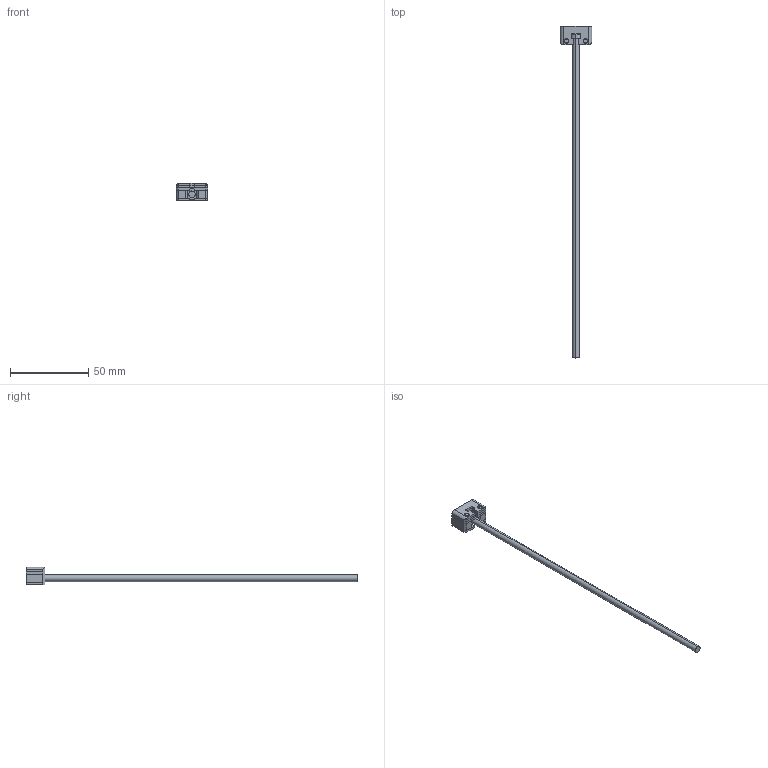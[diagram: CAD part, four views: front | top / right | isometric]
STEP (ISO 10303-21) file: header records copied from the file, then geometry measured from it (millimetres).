
FILE_DESCRIPTION (( 'STEP AP203' ), '1' );
FILE_NAME ('5087.STEP', '2023-01-11T09:49:07', ( '' ), ( '' ), 'SwSTEP 2.0', 'SolidWorks 2019', '' );
FILE_SCHEMA (( 'CONFIG_CONTROL_DESIGN' ));
Length unit declared in the file: millimetre
Products named in the file (6): Lamellar_Gas_Vent_ISGL20C ee1c6f68b47d1613cba1c612f2c43218; Lamela ee1c6f68b47d1613cba1c612f2c43218; 5087; Bolt ee1c6f68b47d1613cba1c612f2c43218; Lamela_Radius ee1c6f68b47d1613cba1c612f2c43218; Pin_20 ee1c6f68b47d1613cba1c612f2c43218
Assembly tree (7 placements, depth 2):
  5087
    Lamellar_Gas_Vent_ISGL20C ee1c6f68b47d1613cba1c612f2c43218
    Bolt ee1c6f68b47d1613cba1c612f2c43218
    Lamela ee1c6f68b47d1613cba1c612f2c43218  x2
    Lamela_Radius ee1c6f68b47d1613cba1c612f2c43218
    Pin_20 ee1c6f68b47d1613cba1c612f2c43218  x2
Bounding box: 20 x 212 x 11.12 mm (x, y, z)
Volume: 5253 mm3; surface area: 6132.5 mm2
Topology: 8 solids, 8 shells, 150 faces, 387 edges, 254 vertices
Faces by surface type: plane 85, cylinder 53, cone 12
Entity records: 4347 total; most frequent: DIRECTION 655, CARTESIAN_POINT 643, ORIENTED_EDGE 614, EDGE_CURVE 307, AXIS2_PLACEMENT_3D 222, LINE 211, VECTOR 211, VERTEX_POINT 202
